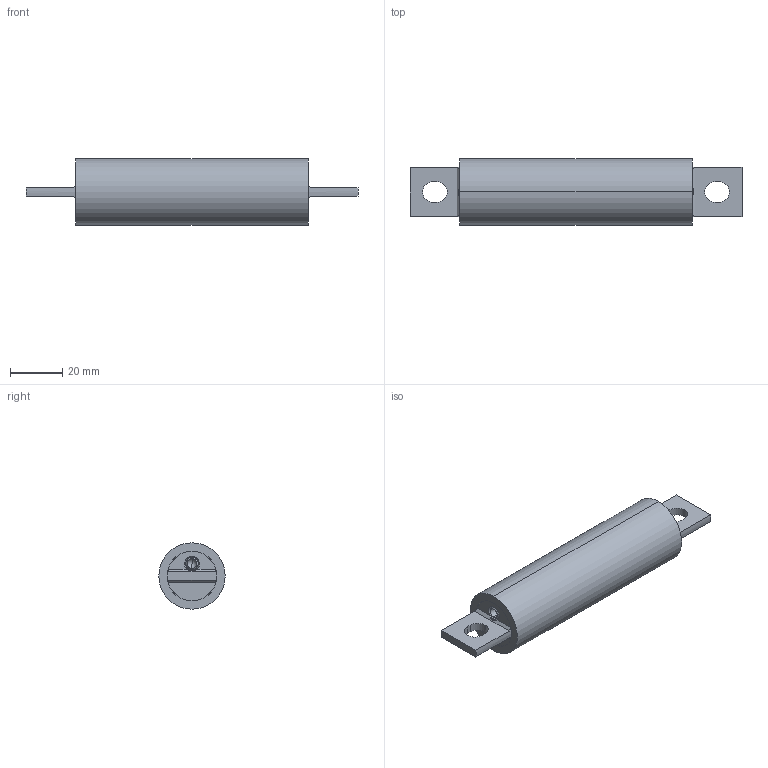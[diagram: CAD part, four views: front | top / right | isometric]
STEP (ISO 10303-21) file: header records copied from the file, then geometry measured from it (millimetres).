
FILE_DESCRIPTION (( 'STEP AP214' ), '1' );
FILE_NAME ('701279revN.STEP', '2017-05-22T16:56:29', ( '' ), ( '' ), 'SwSTEP 2.0', 'SolidWorks 2016', '' );
FILE_SCHEMA (( 'AUTOMOTIVE_DESIGN' ));
Length unit declared in the file: inch
Products named in the file (1): 701279revN
Bounding box: 127 x 25.4 x 25.4 mm (x, y, z)
Volume: 27638 mm3; surface area: 17662.9 mm2
Topology: 5 solids, 5 shells, 94 faces, 246 edges, 154 vertices
Faces by surface type: plane 36, cylinder 32, cone 18, sphere 8
Entity records: 4122 total; most frequent: CARTESIAN_POINT 549, DIRECTION 496, ORIENTED_EDGE 460, EDGE_CURVE 230, AXIS2_PLACEMENT_3D 197, VERTEX_POINT 146, EDGE_LOOP 104, LINE 102
